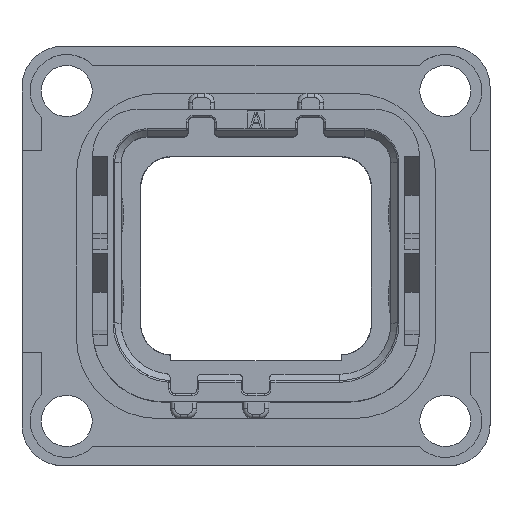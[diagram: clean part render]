
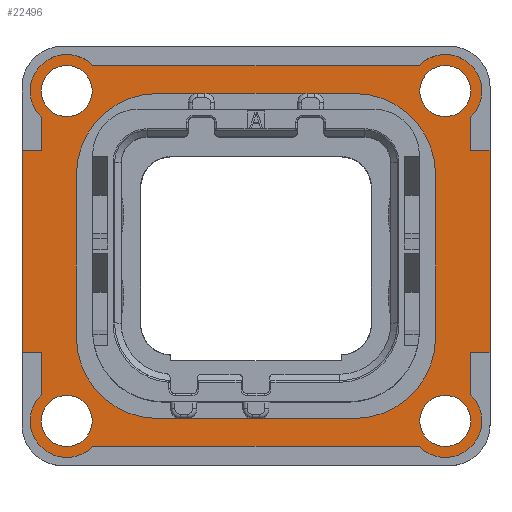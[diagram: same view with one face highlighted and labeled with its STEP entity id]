
A CAD part, top view. The second image highlights one B-rep face of the part: STEP entity #22496.
In plain terms, the highlighted planar face has unit normal (0, 0, 1).
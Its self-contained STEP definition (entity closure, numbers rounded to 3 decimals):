
#97=DIRECTION('',(0.,-1.,0.));
#98=VECTOR('',#97,12.45);
#99=CARTESIAN_POINT('',(-14.4,6.5,1.5));
#100=LINE('',#99,#98);
#160=CARTESIAN_POINT('',(-11.65,10.15,1.5));
#161=DIRECTION('',(0.,0.,1.));
#162=DIRECTION('',(0.716,0.698,0.));
#163=AXIS2_PLACEMENT_3D('',#160,#161,#162);
#173=CARTESIAN_POINT('',(11.65,10.15,1.5));
#174=DIRECTION('',(0.,0.,1.));
#175=DIRECTION('',(0.698,-0.716,0.));
#176=AXIS2_PLACEMENT_3D('',#173,#174,#175);
#183=DIRECTION('',(0.,1.,0.));
#184=VECTOR('',#183,2.588);
#185=CARTESIAN_POINT('',(13.22,-8.538,1.5));
#186=LINE('',#185,#184);
#187=DIRECTION('',(1.,0.,0.));
#188=VECTOR('',#187,20.077);
#189=CARTESIAN_POINT('',(-10.038,-11.72,1.5));
#190=LINE('',#189,#188);
#191=DIRECTION('',(0.,-1.,0.));
#192=VECTOR('',#191,2.588);
#193=CARTESIAN_POINT('',(-13.22,-5.95,1.5));
#194=LINE('',#193,#192);
#195=DIRECTION('',(1.,0.,0.));
#196=VECTOR('',#195,1.18);
#197=CARTESIAN_POINT('',(-14.4,-5.95,1.5));
#198=LINE('',#197,#196);
#199=DIRECTION('',(-1.,0.,0.));
#200=VECTOR('',#199,1.18);
#201=CARTESIAN_POINT('',(-13.22,6.5,1.5));
#202=LINE('',#201,#200);
#203=DIRECTION('',(0.,-1.,0.));
#204=VECTOR('',#203,2.038);
#205=CARTESIAN_POINT('',(-13.22,8.538,1.5));
#206=LINE('',#205,#204);
#207=DIRECTION('',(-1.,0.,0.));
#208=VECTOR('',#207,20.077);
#209=CARTESIAN_POINT('',(10.038,11.72,1.5));
#210=LINE('',#209,#208);
#211=DIRECTION('',(0.,1.,0.));
#212=VECTOR('',#211,2.038);
#213=CARTESIAN_POINT('',(13.22,6.5,1.5));
#214=LINE('',#213,#212);
#215=DIRECTION('',(-1.,0.,0.));
#216=VECTOR('',#215,1.18);
#217=CARTESIAN_POINT('',(14.4,6.5,1.5));
#218=LINE('',#217,#216);
#219=DIRECTION('',(1.,0.,0.));
#220=VECTOR('',#219,1.18);
#221=CARTESIAN_POINT('',(13.22,-5.95,1.5));
#222=LINE('',#221,#220);
#223=CARTESIAN_POINT('',(11.65,-10.15,1.5));
#224=DIRECTION('',(0.,0.,1.));
#225=DIRECTION('',(-1.,0.,0.));
#226=AXIS2_PLACEMENT_3D('',#223,#224,#225);
#228=CARTESIAN_POINT('',(-11.65,-10.15,1.5));
#229=DIRECTION('',(0.,0.,1.));
#230=DIRECTION('',(-1.,0.,0.));
#231=AXIS2_PLACEMENT_3D('',#228,#229,#230);
#233=CARTESIAN_POINT('',(-11.65,10.15,1.5));
#234=DIRECTION('',(0.,0.,1.));
#235=DIRECTION('',(1.,0.,0.));
#236=AXIS2_PLACEMENT_3D('',#233,#234,#235);
#238=CARTESIAN_POINT('',(11.65,10.15,1.5));
#239=DIRECTION('',(0.,0.,1.));
#240=DIRECTION('',(1.,0.,0.));
#241=AXIS2_PLACEMENT_3D('',#238,#239,#240);
#243=CARTESIAN_POINT('',(6.05,5.,1.5));
#244=DIRECTION('',(0.,0.,-1.));
#245=DIRECTION('',(0.,1.,0.));
#246=AXIS2_PLACEMENT_3D('',#243,#244,#245);
#248=DIRECTION('',(1.,0.,0.));
#249=VECTOR('',#248,12.1);
#250=CARTESIAN_POINT('',(-6.05,10.,1.5));
#251=LINE('',#250,#249);
#252=CARTESIAN_POINT('',(-6.05,5.,1.5));
#253=DIRECTION('',(0.,0.,-1.));
#254=DIRECTION('',(-1.,0.,0.));
#255=AXIS2_PLACEMENT_3D('',#252,#253,#254);
#257=DIRECTION('',(0.,1.,0.));
#258=VECTOR('',#257,10.);
#259=CARTESIAN_POINT('',(-11.05,-5.,1.5));
#260=LINE('',#259,#258);
#261=CARTESIAN_POINT('',(-6.05,-5.,1.5));
#262=DIRECTION('',(0.,0.,-1.));
#263=DIRECTION('',(0.,-1.,0.));
#264=AXIS2_PLACEMENT_3D('',#261,#262,#263);
#266=DIRECTION('',(-1.,0.,0.));
#267=VECTOR('',#266,12.1);
#268=CARTESIAN_POINT('',(6.05,-10.,1.5));
#269=LINE('',#268,#267);
#270=CARTESIAN_POINT('',(6.05,-5.,1.5));
#271=DIRECTION('',(0.,0.,-1.));
#272=DIRECTION('',(1.,0.,0.));
#273=AXIS2_PLACEMENT_3D('',#270,#271,#272);
#275=DIRECTION('',(0.,-1.,0.));
#276=VECTOR('',#275,10.);
#277=CARTESIAN_POINT('',(11.05,5.,1.5));
#278=LINE('',#277,#276);
#283=CARTESIAN_POINT('',(11.65,-10.15,1.5));
#284=DIRECTION('',(0.,0.,1.));
#285=DIRECTION('',(-0.716,-0.698,0.));
#286=AXIS2_PLACEMENT_3D('',#283,#284,#285);
#340=CARTESIAN_POINT('',(-11.65,-10.15,1.5));
#341=DIRECTION('',(0.,0.,1.));
#342=DIRECTION('',(-0.698,0.716,0.));
#343=AXIS2_PLACEMENT_3D('',#340,#341,#342);
#369=DIRECTION('',(0.,1.,0.));
#370=VECTOR('',#369,12.45);
#371=CARTESIAN_POINT('',(14.4,-5.95,1.5));
#372=LINE('',#371,#370);
#425=CARTESIAN_POINT('',(11.65,-10.15,1.5));
#426=DIRECTION('',(0.,0.,1.));
#427=DIRECTION('',(1.,0.,0.));
#428=AXIS2_PLACEMENT_3D('',#425,#426,#427);
#430=CARTESIAN_POINT('',(-11.65,-10.15,1.5));
#431=DIRECTION('',(0.,0.,1.));
#432=DIRECTION('',(1.,0.,0.));
#433=AXIS2_PLACEMENT_3D('',#430,#431,#432);
#451=CARTESIAN_POINT('',(-11.65,10.15,1.5));
#452=DIRECTION('',(0.,0.,1.));
#453=DIRECTION('',(-1.,0.,0.));
#454=AXIS2_PLACEMENT_3D('',#451,#452,#453);
#456=CARTESIAN_POINT('',(11.65,10.15,1.5));
#457=DIRECTION('',(0.,0.,1.));
#458=DIRECTION('',(-1.,0.,0.));
#459=AXIS2_PLACEMENT_3D('',#456,#457,#458);
#19603=CARTESIAN_POINT('',(-6.05,10.,1.5));
#19604=CARTESIAN_POINT('',(6.05,10.,1.5));
#19605=VERTEX_POINT('',#19603);
#19606=VERTEX_POINT('',#19604);
#19607=CARTESIAN_POINT('',(11.05,-5.,1.5));
#19608=CARTESIAN_POINT('',(6.05,-10.,1.5));
#19609=VERTEX_POINT('',#19607);
#19610=VERTEX_POINT('',#19608);
#19611=CARTESIAN_POINT('',(11.05,5.,1.5));
#19612=VERTEX_POINT('',#19611);
#19613=CARTESIAN_POINT('',(-11.05,5.,1.5));
#19614=VERTEX_POINT('',#19613);
#19615=CARTESIAN_POINT('',(-11.05,-5.,1.5));
#19616=VERTEX_POINT('',#19615);
#19617=CARTESIAN_POINT('',(-6.05,-10.,1.5));
#19618=VERTEX_POINT('',#19617);
#19649=CARTESIAN_POINT('',(14.4,-5.95,1.5));
#19650=CARTESIAN_POINT('',(14.4,6.5,1.5));
#19651=VERTEX_POINT('',#19649);
#19652=VERTEX_POINT('',#19650);
#19653=CARTESIAN_POINT('',(-14.4,6.5,1.5));
#19654=CARTESIAN_POINT('',(-14.4,-5.95,1.5));
#19655=VERTEX_POINT('',#19653);
#19656=VERTEX_POINT('',#19654);
#19657=CARTESIAN_POINT('',(10.08,10.15,1.5));
#19658=VERTEX_POINT('',#19657);
#19659=CARTESIAN_POINT('',(-10.08,10.15,1.5));
#19660=VERTEX_POINT('',#19659);
#19661=CARTESIAN_POINT('',(-10.08,-10.15,1.5));
#19662=VERTEX_POINT('',#19661);
#19663=CARTESIAN_POINT('',(10.08,-10.15,1.5));
#19664=VERTEX_POINT('',#19663);
#19665=CARTESIAN_POINT('',(-13.22,6.5,1.5));
#19666=VERTEX_POINT('',#19665);
#19667=CARTESIAN_POINT('',(13.22,6.5,1.5));
#19668=VERTEX_POINT('',#19667);
#19669=CARTESIAN_POINT('',(-13.22,-5.95,1.5));
#19670=VERTEX_POINT('',#19669);
#19985=CARTESIAN_POINT('',(13.22,-5.95,1.5));
#19986=VERTEX_POINT('',#19985);
#20312=CARTESIAN_POINT('',(13.22,8.538,1.5));
#20314=VERTEX_POINT('',#20312);
#20316=CARTESIAN_POINT('',(-10.038,-11.72,1.5));
#20318=VERTEX_POINT('',#20316);
#20320=CARTESIAN_POINT('',(10.038,-11.72,1.5));
#20322=VERTEX_POINT('',#20320);
#20324=CARTESIAN_POINT('',(-13.22,-8.538,1.5));
#20326=VERTEX_POINT('',#20324);
#20328=CARTESIAN_POINT('',(-10.038,11.72,1.5));
#20330=VERTEX_POINT('',#20328);
#20332=CARTESIAN_POINT('',(10.038,11.72,1.5));
#20334=VERTEX_POINT('',#20332);
#20336=CARTESIAN_POINT('',(-13.22,8.538,1.5));
#20338=VERTEX_POINT('',#20336);
#20340=CARTESIAN_POINT('',(13.22,-8.538,1.5));
#20342=VERTEX_POINT('',#20340);
#20344=CARTESIAN_POINT('',(13.22,10.15,1.5));
#20345=VERTEX_POINT('',#20344);
#20346=CARTESIAN_POINT('',(-13.22,10.15,1.5));
#20347=VERTEX_POINT('',#20346);
#20348=CARTESIAN_POINT('',(-13.22,-10.15,1.5));
#20349=VERTEX_POINT('',#20348);
#20350=CARTESIAN_POINT('',(13.22,-10.15,1.5));
#20351=VERTEX_POINT('',#20350);
#22419=CARTESIAN_POINT('',(0.,0.,1.5));
#22420=DIRECTION('',(0.,0.,1.));
#22421=DIRECTION('',(1.,0.,0.));
#22422=AXIS2_PLACEMENT_3D('',#22419,#22420,#22421);
#22423=PLANE('',#22422);
#22425=ORIENTED_EDGE('',*,*,#22424,.F.);
#22427=ORIENTED_EDGE('',*,*,#22426,.F.);
#22429=ORIENTED_EDGE('',*,*,#22428,.F.);
#22431=ORIENTED_EDGE('',*,*,#22430,.F.);
#22433=ORIENTED_EDGE('',*,*,#22432,.F.);
#22435=ORIENTED_EDGE('',*,*,#22434,.F.);
#22436=ORIENTED_EDGE('',*,*,#22332,.F.);
#22438=ORIENTED_EDGE('',*,*,#22437,.F.);
#22440=ORIENTED_EDGE('',*,*,#22439,.F.);
#22441=ORIENTED_EDGE('',*,*,#22384,.F.);
#22442=ORIENTED_EDGE('',*,*,#22400,.F.);
#22443=ORIENTED_EDGE('',*,*,#22410,.F.);
#22445=ORIENTED_EDGE('',*,*,#22444,.F.);
#22447=ORIENTED_EDGE('',*,*,#22446,.F.);
#22449=ORIENTED_EDGE('',*,*,#22448,.F.);
#22451=ORIENTED_EDGE('',*,*,#22450,.F.);
#22452=EDGE_LOOP('',(#22425,#22427,#22429,#22431,#22433,#22435,#22436,#22438,
#22440,#22441,#22442,#22443,#22445,#22447,#22449,#22451));
#22453=FACE_OUTER_BOUND('',#22452,.F.);
#22455=ORIENTED_EDGE('',*,*,#22454,.T.);
#22457=ORIENTED_EDGE('',*,*,#22456,.T.);
#22458=EDGE_LOOP('',(#22455,#22457));
#22459=FACE_BOUND('',#22458,.F.);
#22461=ORIENTED_EDGE('',*,*,#22460,.T.);
#22463=ORIENTED_EDGE('',*,*,#22462,.T.);
#22464=EDGE_LOOP('',(#22461,#22463));
#22465=FACE_BOUND('',#22464,.F.);
#22467=ORIENTED_EDGE('',*,*,#22466,.T.);
#22469=ORIENTED_EDGE('',*,*,#22468,.T.);
#22470=EDGE_LOOP('',(#22467,#22469));
#22471=FACE_BOUND('',#22470,.F.);
#22473=ORIENTED_EDGE('',*,*,#22472,.T.);
#22475=ORIENTED_EDGE('',*,*,#22474,.T.);
#22476=EDGE_LOOP('',(#22473,#22475));
#22477=FACE_BOUND('',#22476,.F.);
#22479=ORIENTED_EDGE('',*,*,#22478,.F.);
#22481=ORIENTED_EDGE('',*,*,#22480,.F.);
#22483=ORIENTED_EDGE('',*,*,#22482,.F.);
#22485=ORIENTED_EDGE('',*,*,#22484,.F.);
#22487=ORIENTED_EDGE('',*,*,#22486,.F.);
#22489=ORIENTED_EDGE('',*,*,#22488,.F.);
#22491=ORIENTED_EDGE('',*,*,#22490,.F.);
#22493=ORIENTED_EDGE('',*,*,#22492,.F.);
#22494=EDGE_LOOP('',(#22479,#22481,#22483,#22485,#22487,#22489,#22491,#22493));
#22495=FACE_BOUND('',#22494,.F.);
#22496=ADVANCED_FACE('',(#22453,#22459,#22465,#22471,#22477,#22495),#22423,.T.);
#164=CIRCLE('',#163,2.25);
#177=CIRCLE('',#176,2.25);
#227=CIRCLE('',#226,1.57);
#232=CIRCLE('',#231,1.57);
#237=CIRCLE('',#236,1.57);
#242=CIRCLE('',#241,1.57);
#247=CIRCLE('',#246,5.);
#256=CIRCLE('',#255,5.);
#265=CIRCLE('',#264,5.);
#274=CIRCLE('',#273,5.);
#287=CIRCLE('',#286,2.25);
#344=CIRCLE('',#343,2.25);
#429=CIRCLE('',#428,1.57);
#434=CIRCLE('',#433,1.57);
#455=CIRCLE('',#454,1.57);
#460=CIRCLE('',#459,1.57);
#22332=EDGE_CURVE('',#19655,#19656,#100,.T.);
#22384=EDGE_CURVE('',#20330,#20338,#164,.T.);
#22400=EDGE_CURVE('',#20334,#20330,#210,.T.);
#22410=EDGE_CURVE('',#20314,#20334,#177,.T.);
#22424=EDGE_CURVE('',#20342,#19986,#186,.T.);
#22426=EDGE_CURVE('',#20322,#20342,#287,.T.);
#22428=EDGE_CURVE('',#20318,#20322,#190,.T.);
#22430=EDGE_CURVE('',#20326,#20318,#344,.T.);
#22432=EDGE_CURVE('',#19670,#20326,#194,.T.);
#22434=EDGE_CURVE('',#19656,#19670,#198,.T.);
#22437=EDGE_CURVE('',#19666,#19655,#202,.T.);
#22439=EDGE_CURVE('',#20338,#19666,#206,.T.);
#22444=EDGE_CURVE('',#19668,#20314,#214,.T.);
#22446=EDGE_CURVE('',#19652,#19668,#218,.T.);
#22448=EDGE_CURVE('',#19651,#19652,#372,.T.);
#22450=EDGE_CURVE('',#19986,#19651,#222,.T.);
#22454=EDGE_CURVE('',#19664,#20351,#227,.T.);
#22456=EDGE_CURVE('',#20351,#19664,#429,.T.);
#22460=EDGE_CURVE('',#19662,#20349,#434,.T.);
#22462=EDGE_CURVE('',#20349,#19662,#232,.T.);
#22466=EDGE_CURVE('',#19660,#20347,#237,.T.);
#22468=EDGE_CURVE('',#20347,#19660,#455,.T.);
#22472=EDGE_CURVE('',#19658,#20345,#460,.T.);
#22474=EDGE_CURVE('',#20345,#19658,#242,.T.);
#22478=EDGE_CURVE('',#19606,#19612,#247,.T.);
#22480=EDGE_CURVE('',#19605,#19606,#251,.T.);
#22482=EDGE_CURVE('',#19614,#19605,#256,.T.);
#22484=EDGE_CURVE('',#19616,#19614,#260,.T.);
#22486=EDGE_CURVE('',#19618,#19616,#265,.T.);
#22488=EDGE_CURVE('',#19610,#19618,#269,.T.);
#22490=EDGE_CURVE('',#19609,#19610,#274,.T.);
#22492=EDGE_CURVE('',#19612,#19609,#278,.T.);
